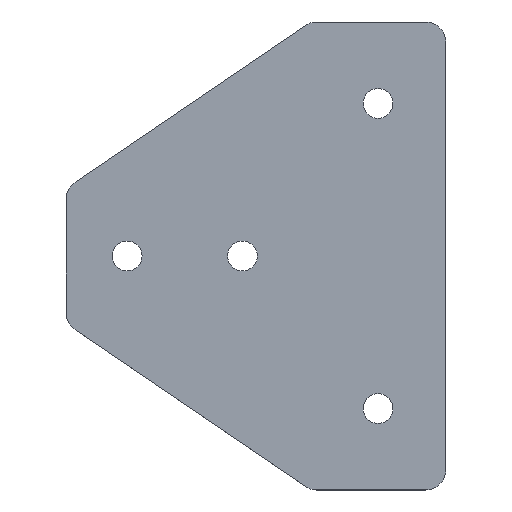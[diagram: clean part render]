
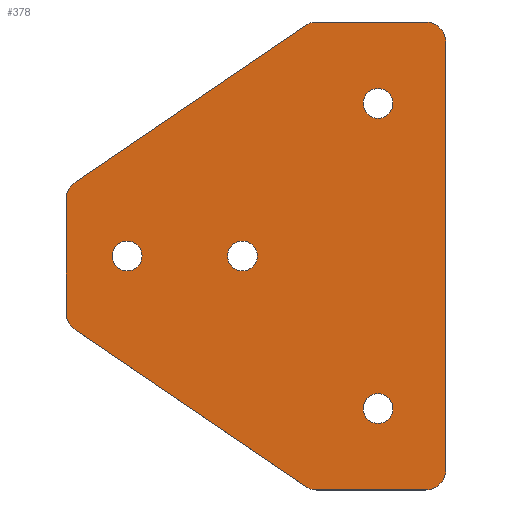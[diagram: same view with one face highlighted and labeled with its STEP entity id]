
A CAD part, top view. The second image highlights one B-rep face of the part: STEP entity #378.
In plain terms, the highlighted planar face has unit normal (0, 0, 1).
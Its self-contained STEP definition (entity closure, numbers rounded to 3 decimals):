
#25=FACE_BOUND('',#81,.T.);
#26=FACE_BOUND('',#82,.T.);
#27=FACE_BOUND('',#83,.T.);
#28=FACE_BOUND('',#84,.T.);
#33=CIRCLE('',#417,3.);
#34=CIRCLE('',#418,3.);
#35=CIRCLE('',#419,3.);
#36=CIRCLE('',#420,3.);
#37=CIRCLE('',#421,3.);
#38=CIRCLE('',#422,3.);
#39=CIRCLE('',#423,2.2);
#40=CIRCLE('',#424,2.2);
#41=CIRCLE('',#425,2.2);
#42=CIRCLE('',#426,2.2);
#43=CIRCLE('',#427,2.2);
#44=CIRCLE('',#428,2.2);
#45=CIRCLE('',#429,2.2);
#46=CIRCLE('',#430,2.2);
#62=FACE_OUTER_BOUND('',#80,.T.);
#80=EDGE_LOOP('',(#261,#262,#263,#264,#265,#266,#267,#268,#269,#270,#271,
#272));
#81=EDGE_LOOP('',(#273,#274));
#82=EDGE_LOOP('',(#275,#276));
#83=EDGE_LOOP('',(#277,#278));
#84=EDGE_LOOP('',(#279,#280));
#105=LINE('',#587,#133);
#109=LINE('',#597,#137);
#110=LINE('',#601,#138);
#111=LINE('',#605,#139);
#112=LINE('',#609,#140);
#113=LINE('',#613,#141);
#133=VECTOR('',#465,1.);
#137=VECTOR('',#473,1.);
#138=VECTOR('',#476,1.);
#139=VECTOR('',#479,1.);
#140=VECTOR('',#482,1.);
#141=VECTOR('',#485,1.);
#161=VERTEX_POINT('',#585);
#162=VERTEX_POINT('',#586);
#165=VERTEX_POINT('',#594);
#166=VERTEX_POINT('',#596);
#167=VERTEX_POINT('',#598);
#168=VERTEX_POINT('',#600);
#169=VERTEX_POINT('',#602);
#170=VERTEX_POINT('',#604);
#171=VERTEX_POINT('',#606);
#172=VERTEX_POINT('',#608);
#173=VERTEX_POINT('',#610);
#174=VERTEX_POINT('',#612);
#175=VERTEX_POINT('',#615);
#176=VERTEX_POINT('',#616);
#177=VERTEX_POINT('',#619);
#178=VERTEX_POINT('',#620);
#179=VERTEX_POINT('',#623);
#180=VERTEX_POINT('',#624);
#181=VERTEX_POINT('',#627);
#182=VERTEX_POINT('',#628);
#201=EDGE_CURVE('',#161,#162,#105,.T.);
#205=EDGE_CURVE('',#161,#165,#33,.T.);
#206=EDGE_CURVE('',#165,#166,#109,.T.);
#207=EDGE_CURVE('',#166,#167,#34,.T.);
#208=EDGE_CURVE('',#167,#168,#110,.T.);
#209=EDGE_CURVE('',#168,#169,#35,.T.);
#210=EDGE_CURVE('',#169,#170,#111,.T.);
#211=EDGE_CURVE('',#171,#170,#36,.T.);
#212=EDGE_CURVE('',#172,#171,#112,.T.);
#213=EDGE_CURVE('',#173,#172,#37,.T.);
#214=EDGE_CURVE('',#174,#173,#113,.T.);
#215=EDGE_CURVE('',#162,#174,#38,.T.);
#216=EDGE_CURVE('',#175,#176,#39,.T.);
#217=EDGE_CURVE('',#176,#175,#40,.T.);
#218=EDGE_CURVE('',#177,#178,#41,.T.);
#219=EDGE_CURVE('',#178,#177,#42,.T.);
#220=EDGE_CURVE('',#179,#180,#43,.T.);
#221=EDGE_CURVE('',#180,#179,#44,.T.);
#222=EDGE_CURVE('',#181,#182,#45,.T.);
#223=EDGE_CURVE('',#182,#181,#46,.T.);
#261=ORIENTED_EDGE('',*,*,#201,.F.);
#262=ORIENTED_EDGE('',*,*,#205,.T.);
#263=ORIENTED_EDGE('',*,*,#206,.T.);
#264=ORIENTED_EDGE('',*,*,#207,.T.);
#265=ORIENTED_EDGE('',*,*,#208,.T.);
#266=ORIENTED_EDGE('',*,*,#209,.T.);
#267=ORIENTED_EDGE('',*,*,#210,.T.);
#268=ORIENTED_EDGE('',*,*,#211,.F.);
#269=ORIENTED_EDGE('',*,*,#212,.F.);
#270=ORIENTED_EDGE('',*,*,#213,.F.);
#271=ORIENTED_EDGE('',*,*,#214,.F.);
#272=ORIENTED_EDGE('',*,*,#215,.F.);
#273=ORIENTED_EDGE('',*,*,#216,.F.);
#274=ORIENTED_EDGE('',*,*,#217,.F.);
#275=ORIENTED_EDGE('',*,*,#218,.F.);
#276=ORIENTED_EDGE('',*,*,#219,.F.);
#277=ORIENTED_EDGE('',*,*,#220,.F.);
#278=ORIENTED_EDGE('',*,*,#221,.F.);
#279=ORIENTED_EDGE('',*,*,#222,.F.);
#280=ORIENTED_EDGE('',*,*,#223,.F.);
#370=PLANE('',#416);
#378=ADVANCED_FACE('',(#62,#25,#26,#27,#28),#370,.T.);
#416=AXIS2_PLACEMENT_3D('',#593,#469,#470);
#417=AXIS2_PLACEMENT_3D('',#595,#471,#472);
#418=AXIS2_PLACEMENT_3D('',#599,#474,#475);
#419=AXIS2_PLACEMENT_3D('',#603,#477,#478);
#420=AXIS2_PLACEMENT_3D('',#607,#480,#481);
#421=AXIS2_PLACEMENT_3D('',#611,#483,#484);
#422=AXIS2_PLACEMENT_3D('',#614,#486,#487);
#423=AXIS2_PLACEMENT_3D('',#617,#488,#489);
#424=AXIS2_PLACEMENT_3D('',#618,#490,#491);
#425=AXIS2_PLACEMENT_3D('',#621,#492,#493);
#426=AXIS2_PLACEMENT_3D('',#622,#494,#495);
#427=AXIS2_PLACEMENT_3D('',#625,#496,#497);
#428=AXIS2_PLACEMENT_3D('',#626,#498,#499);
#429=AXIS2_PLACEMENT_3D('',#629,#500,#501);
#430=AXIS2_PLACEMENT_3D('',#630,#502,#503);
#465=DIRECTION('',(0.,1.,0.));
#469=DIRECTION('center_axis',(0.,0.,1.));
#470=DIRECTION('ref_axis',(1.,0.,0.));
#471=DIRECTION('center_axis',(0.,0.,1.));
#472=DIRECTION('ref_axis',(0.,-1.,0.));
#473=DIRECTION('',(0.827,-0.563,0.));
#474=DIRECTION('center_axis',(0.,0.,1.));
#475=DIRECTION('ref_axis',(0.,-1.,0.));
#476=DIRECTION('',(1.,0.,0.));
#477=DIRECTION('center_axis',(0.,0.,1.));
#478=DIRECTION('ref_axis',(0.,-1.,0.));
#479=DIRECTION('',(0.,1.,0.));
#480=DIRECTION('center_axis',(0.,0.,-1.));
#481=DIRECTION('ref_axis',(0.,-1.,0.));
#482=DIRECTION('',(1.,0.,0.));
#483=DIRECTION('center_axis',(0.,0.,-1.));
#484=DIRECTION('ref_axis',(0.,-1.,0.));
#485=DIRECTION('',(0.827,0.563,0.));
#486=DIRECTION('center_axis',(0.,0.,-1.));
#487=DIRECTION('ref_axis',(0.,-1.,0.));
#488=DIRECTION('center_axis',(0.,0.,1.));
#489=DIRECTION('ref_axis',(1.,0.,0.));
#490=DIRECTION('center_axis',(0.,0.,1.));
#491=DIRECTION('ref_axis',(1.,0.,0.));
#492=DIRECTION('center_axis',(0.,0.,1.));
#493=DIRECTION('ref_axis',(1.,0.,0.));
#494=DIRECTION('center_axis',(0.,0.,1.));
#495=DIRECTION('ref_axis',(1.,0.,0.));
#496=DIRECTION('center_axis',(0.,0.,1.));
#497=DIRECTION('ref_axis',(1.,0.,0.));
#498=DIRECTION('center_axis',(0.,0.,1.));
#499=DIRECTION('ref_axis',(1.,0.,0.));
#500=DIRECTION('center_axis',(0.,0.,1.));
#501=DIRECTION('ref_axis',(1.,0.,0.));
#502=DIRECTION('center_axis',(0.,0.,1.));
#503=DIRECTION('ref_axis',(1.,0.,0.));
#585=CARTESIAN_POINT('',(0.,26.087,3.));
#586=CARTESIAN_POINT('',(0.,42.913,3.));
#587=CARTESIAN_POINT('',(0.,0.,3.));
#593=CARTESIAN_POINT('Origin',(0.,0.,3.));
#594=CARTESIAN_POINT('',(1.312,23.607,3.));
#595=CARTESIAN_POINT('Origin',(3.,26.087,3.));
#596=CARTESIAN_POINT('',(35.236,0.52,3.));
#597=CARTESIAN_POINT('',(14.698,14.497,3.));
#598=CARTESIAN_POINT('',(36.924,0.,3.));
#599=CARTESIAN_POINT('Origin',(36.924,3.,3.));
#600=CARTESIAN_POINT('',(53.,0.,3.));
#601=CARTESIAN_POINT('',(0.,0.,3.));
#602=CARTESIAN_POINT('',(56.,3.,3.));
#603=CARTESIAN_POINT('Origin',(53.,3.,3.));
#604=CARTESIAN_POINT('',(56.,66.,3.));
#605=CARTESIAN_POINT('',(56.,0.,3.));
#606=CARTESIAN_POINT('',(53.,69.,3.));
#607=CARTESIAN_POINT('Origin',(53.,66.,3.));
#608=CARTESIAN_POINT('',(36.924,69.,3.));
#609=CARTESIAN_POINT('',(0.,69.,3.));
#610=CARTESIAN_POINT('',(35.236,68.48,3.));
#611=CARTESIAN_POINT('Origin',(36.924,66.,3.));
#612=CARTESIAN_POINT('',(1.312,45.393,3.));
#613=CARTESIAN_POINT('',(-1.349,43.582,3.));
#614=CARTESIAN_POINT('Origin',(3.,42.913,3.));
#615=CARTESIAN_POINT('',(48.2,57.,3.));
#616=CARTESIAN_POINT('',(43.8,57.,3.));
#617=CARTESIAN_POINT('Origin',(46.,57.,3.));
#618=CARTESIAN_POINT('Origin',(46.,57.,3.));
#619=CARTESIAN_POINT('',(28.2,34.5,3.));
#620=CARTESIAN_POINT('',(23.8,34.5,3.));
#621=CARTESIAN_POINT('Origin',(26.,34.5,3.));
#622=CARTESIAN_POINT('Origin',(26.,34.5,3.));
#623=CARTESIAN_POINT('',(48.2,12.,3.));
#624=CARTESIAN_POINT('',(43.8,12.,3.));
#625=CARTESIAN_POINT('Origin',(46.,12.,3.));
#626=CARTESIAN_POINT('Origin',(46.,12.,3.));
#627=CARTESIAN_POINT('',(11.2,34.5,3.));
#628=CARTESIAN_POINT('',(6.8,34.5,3.));
#629=CARTESIAN_POINT('Origin',(9.,34.5,3.));
#630=CARTESIAN_POINT('Origin',(9.,34.5,3.));
